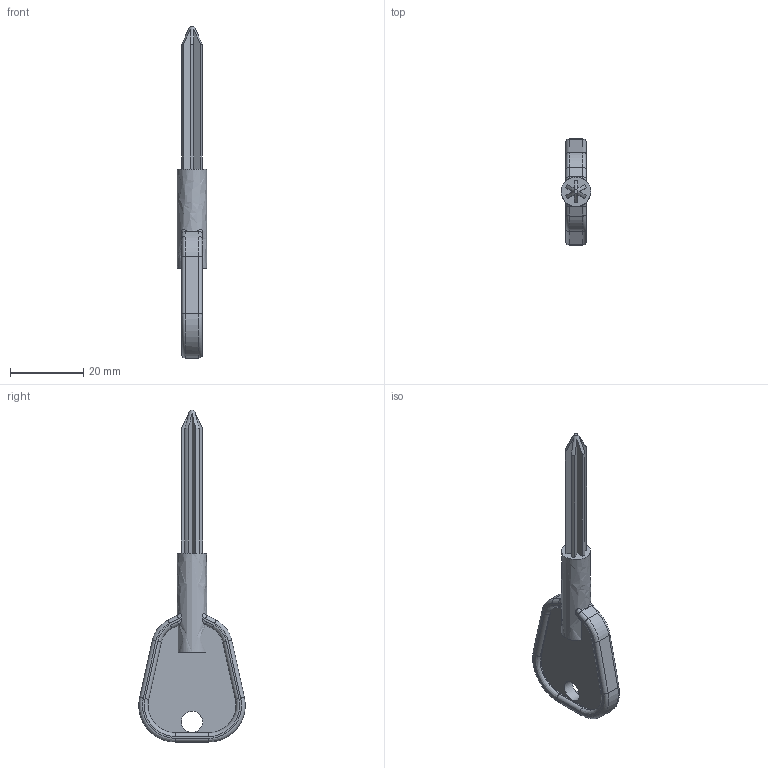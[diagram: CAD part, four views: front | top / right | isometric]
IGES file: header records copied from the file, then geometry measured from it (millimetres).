
Global section: file name: P4026; native system: Autodesk Inventor 2018; preprocessor: unknown; author: mstonelake; date: 20180911.114953; units: millimetre
Bounding box: 8 x 28.97 x 90.5 mm (x, y, z)
Volume: 4588.2 mm3; surface area: 3924.9 mm2
Topology: 1 solids, 1 shells, 102 faces, 260 edges, 161 vertices
Faces by surface type: bspline 102
